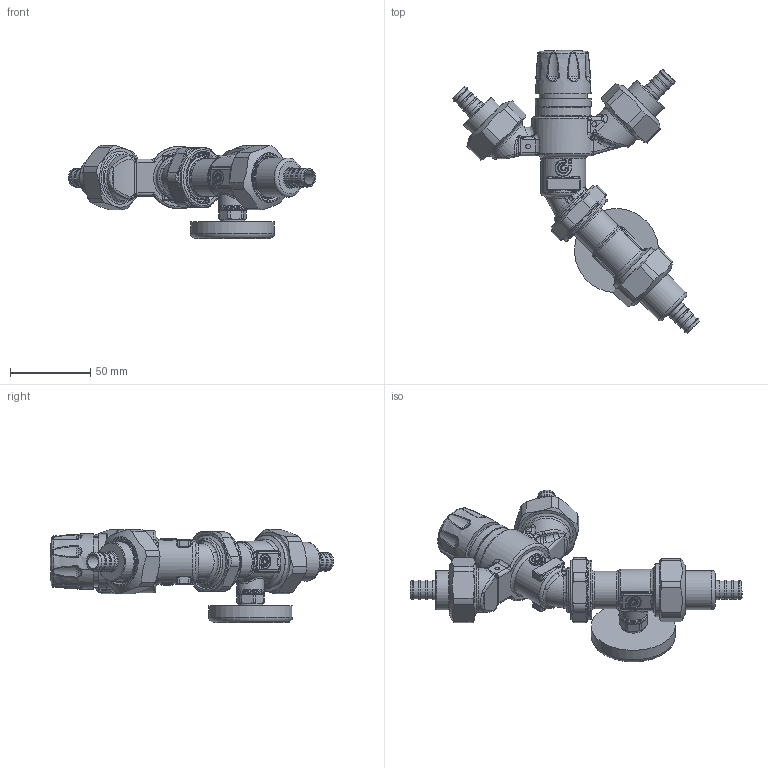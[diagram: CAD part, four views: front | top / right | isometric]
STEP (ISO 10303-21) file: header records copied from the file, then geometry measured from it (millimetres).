
FILE_DESCRIPTION(/* description */ (''),/* implementation_level */ '2;1');
FILE_NAME(/* name */ '520414AC.stp',/* time_stamp */ '2025-07-09T09:01:13-05:00',/* author */ ('ischreiner'),/* organization */ (''),/* preprocessor_version */ 'ST-DEVELOPER v20',/* originating_system */ 'Autodesk Inventor 2024',/* authorisation */ '');
FILE_SCHEMA (('AUTOMOTIVE_DESIGN { 1 0 10303 214 3 1 1 }'));
Products named in the file (7): 520414AC; New 520051A body; F0002151 PEX crimp 0.5 tailpiece; F0015057 PEX crimp 0.5  tailpiece for check; F61008 - 1 inch union nut; Neoperl OV20; NA10358_Simplify_1
Assembly tree (10 placements, depth 2):
  520414AC
    New 520051A body
    F0002151 PEX crimp 0.5 tailpiece  x2
    F0015057 PEX crimp 0.5  tailpiece for check
    F61008 - 1 inch union nut  x3
    Neoperl OV20  x2
    NA10358_Simplify_1
Bounding box: 154.07 x 176.58 x 57.97 mm (x, y, z)
Volume: 237111.1 mm3; surface area: 76564.9 mm2
Topology: 16 solids, 16 shells, 2096 faces, 5028 edges, 2923 vertices
Faces by surface type: plane 581, cylinder 539, bspline 500, torus 250, cone 114, sphere 112
Full cylindrical faces by diameter (mm): 3 x2, 5.24 x2, 9.017 x4, 11.176 x10, 11.227 x1, 11.963 x12, 12.6 x2, 12.954 x1, 13.6 x1, 15.24 x1, 15.875 x1, 16.55 x2, 17 x1, 18 x1, 19.55 x2, 19.6 x4, 20.066 x2, 20.091 x2, 20.574 x1, 20.6 x1, 22 x1, 23.5 x1, 24 x1, 24.384 x1, 24.435 x2, 26.416 x1, 26.452 x2, 26.924 x3, 27.7 x1, 28 x2
Entity records: 90601 total; most frequent: CARTESIAN_POINT 52738, ORIENTED_EDGE 7890, DIRECTION 7310, EDGE_CURVE 3945, AXIS2_PLACEMENT_3D 3054, VERTEX_POINT 2304, EDGE_LOOP 1821, FACE_OUTER_BOUND 1733
